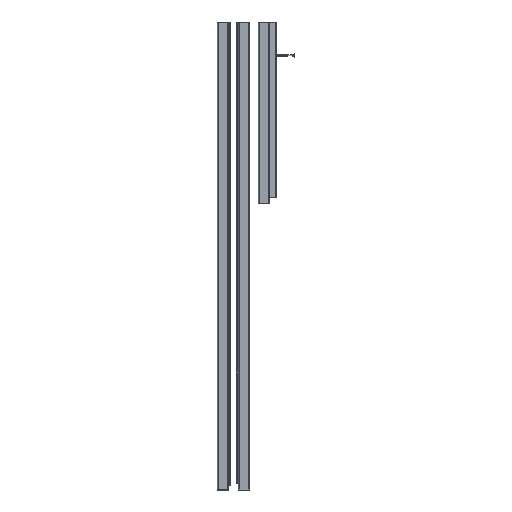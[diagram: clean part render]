
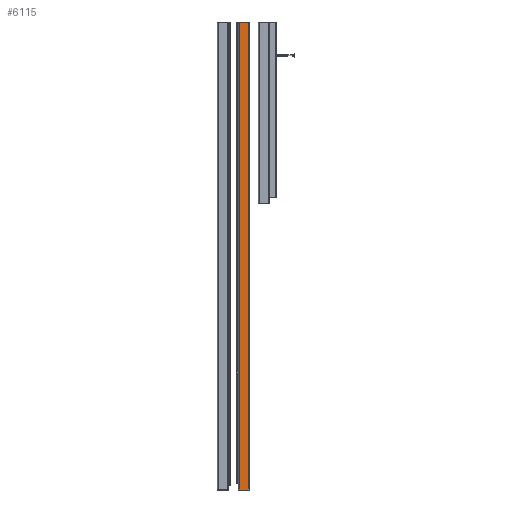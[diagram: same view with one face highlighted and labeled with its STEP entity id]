
A CAD part, left-side view. The second image highlights one B-rep face of the part: STEP entity #6115.
In plain terms, the highlighted face is planar.
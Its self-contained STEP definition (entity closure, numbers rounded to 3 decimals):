
#776=FACE_OUTER_BOUND('',#1099,.T.);
#1099=EDGE_LOOP('',(#4867,#4868,#4869,#4870));
#1659=LINE('',#9643,#2259);
#1660=LINE('',#9647,#2260);
#1661=LINE('',#9649,#2261);
#1662=LINE('',#9650,#2262);
#2259=VECTOR('',#7898,10.);
#2260=VECTOR('',#7903,10.);
#2261=VECTOR('',#7904,10.);
#2262=VECTOR('',#7905,10.);
#2767=VERTEX_POINT('',#9640);
#2768=VERTEX_POINT('',#9642);
#2769=VERTEX_POINT('',#9646);
#2770=VERTEX_POINT('',#9648);
#3521=EDGE_CURVE('',#2768,#2767,#1659,.T.);
#3523=EDGE_CURVE('',#2767,#2769,#1660,.T.);
#3524=EDGE_CURVE('',#2770,#2769,#1661,.T.);
#3525=EDGE_CURVE('',#2770,#2768,#1662,.T.);
#4867=ORIENTED_EDGE('',*,*,#3523,.T.);
#4868=ORIENTED_EDGE('',*,*,#3524,.F.);
#4869=ORIENTED_EDGE('',*,*,#3525,.T.);
#4870=ORIENTED_EDGE('',*,*,#3521,.T.);
#5902=PLANE('',#6742);
#6115=ADVANCED_FACE('',(#776),#5902,.T.);
#6742=AXIS2_PLACEMENT_3D('',#9645,#7901,#7902);
#7898=DIRECTION('',(0.,0.,1.));
#7901=DIRECTION('center_axis',(0.,1.,0.));
#7902=DIRECTION('ref_axis',(0.,0.,1.));
#7903=DIRECTION('',(1.,0.,0.));
#7904=DIRECTION('',(0.,0.,1.));
#7905=DIRECTION('',(-1.,0.,0.));
#9640=CARTESIAN_POINT('',(4.,0.,2120.));
#9642=CARTESIAN_POINT('',(4.,0.,0.));
#9643=CARTESIAN_POINT('',(4.,0.,0.));
#9645=CARTESIAN_POINT('Origin',(4.,0.,0.));
#9646=CARTESIAN_POINT('',(46.,0.,2120.));
#9647=CARTESIAN_POINT('',(46.,0.,2120.));
#9648=CARTESIAN_POINT('',(46.,0.,0.));
#9649=CARTESIAN_POINT('',(46.,0.,0.));
#9650=CARTESIAN_POINT('',(46.,0.,0.));
